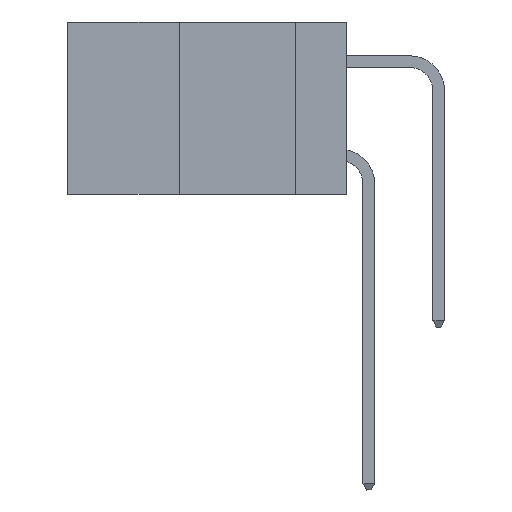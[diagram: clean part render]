
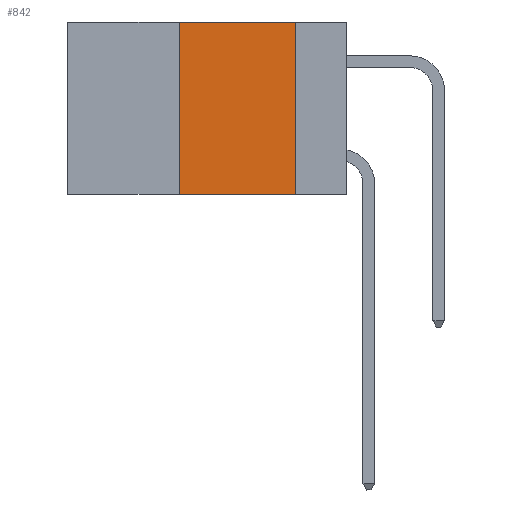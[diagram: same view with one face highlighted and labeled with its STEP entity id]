
A CAD part, left-side view. The second image highlights one B-rep face of the part: STEP entity #842.
In plain terms, the highlighted planar face has unit normal (-1, 0, 0).
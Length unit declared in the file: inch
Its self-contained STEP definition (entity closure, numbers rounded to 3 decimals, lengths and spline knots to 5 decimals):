
#74 = VERTEX_POINT ( 'NONE', #14759 ) ;
#295 = VECTOR ( 'NONE', #17523, 39.37008 ) ;
#842 = ADVANCED_FACE ( 'NONE', ( #2921 ), #10452, .F. ) ;
#1323 = VECTOR ( 'NONE', #6864, 39.37008 ) ;
#1624 = ORIENTED_EDGE ( 'NONE', *, *, #5315, .F. ) ;
#1746 = CARTESIAN_POINT ( 'NONE',  ( 0., 0.6, -0.37 ) ) ;
#2921 = FACE_OUTER_BOUND ( 'NONE', #18136, .T. ) ;
#3532 = DIRECTION ( 'NONE',  ( 0., 0., -1. ) ) ;
#4462 = EDGE_CURVE ( 'NONE', #14002, #12471, #17024, .T. ) ;
#5253 = ORIENTED_EDGE ( 'NONE', *, *, #17341, .F. ) ;
#5315 = EDGE_CURVE ( 'NONE', #74, #12997, #12302, .T. ) ;
#5692 = LINE ( 'NONE', #1746, #295 ) ;
#5873 = LINE ( 'NONE', #15383, #1323 ) ;
#6418 = CARTESIAN_POINT ( 'NONE',  ( 0., 0.36, 0. ) ) ;
#6640 = AXIS2_PLACEMENT_3D ( 'NONE', #12762, #12072, #18070 ) ;
#6864 = DIRECTION ( 'NONE',  ( 0., -1., 0. ) ) ;
#8545 = CARTESIAN_POINT ( 'NONE',  ( 0., 0.11, -0.37 ) ) ;
#10452 = PLANE ( 'NONE',  #6640 ) ;
#10576 = CARTESIAN_POINT ( 'NONE',  ( 0., 0.11, 0. ) ) ;
#12072 = DIRECTION ( 'NONE',  ( 1., 0., 0. ) ) ;
#12174 = VECTOR ( 'NONE', #15015, 39.37008 ) ;
#12302 = LINE ( 'NONE', #10576, #19312 ) ;
#12471 = VERTEX_POINT ( 'NONE', #21758 ) ;
#12762 = CARTESIAN_POINT ( 'NONE',  ( 0., 0.6, 0. ) ) ;
#12997 = VERTEX_POINT ( 'NONE', #8545 ) ;
#14002 = VERTEX_POINT ( 'NONE', #15304 ) ;
#14759 = CARTESIAN_POINT ( 'NONE',  ( 0., 0.11, 0. ) ) ;
#15015 = DIRECTION ( 'NONE',  ( 0., 0., 1. ) ) ;
#15247 = EDGE_CURVE ( 'NONE', #14002, #12997, #5692, .T. ) ;
#15304 = CARTESIAN_POINT ( 'NONE',  ( 0., 0.36, -0.37 ) ) ;
#15383 = CARTESIAN_POINT ( 'NONE',  ( 0., 0.6, 0. ) ) ;
#17024 = LINE ( 'NONE', #6418, #12174 ) ;
#17341 = EDGE_CURVE ( 'NONE', #12471, #74, #5873, .T. ) ;
#17523 = DIRECTION ( 'NONE',  ( 0., -1., 0. ) ) ;
#18070 = DIRECTION ( 'NONE',  ( 0., 0., -1. ) ) ;
#18136 = EDGE_LOOP ( 'NONE', ( #1624, #5253, #18558, #20482 ) ) ;
#18558 = ORIENTED_EDGE ( 'NONE', *, *, #4462, .F. ) ;
#19312 = VECTOR ( 'NONE', #3532, 39.37008 ) ;
#20482 = ORIENTED_EDGE ( 'NONE', *, *, #15247, .T. ) ;
#21758 = CARTESIAN_POINT ( 'NONE',  ( 0., 0.36, 0. ) ) ;
